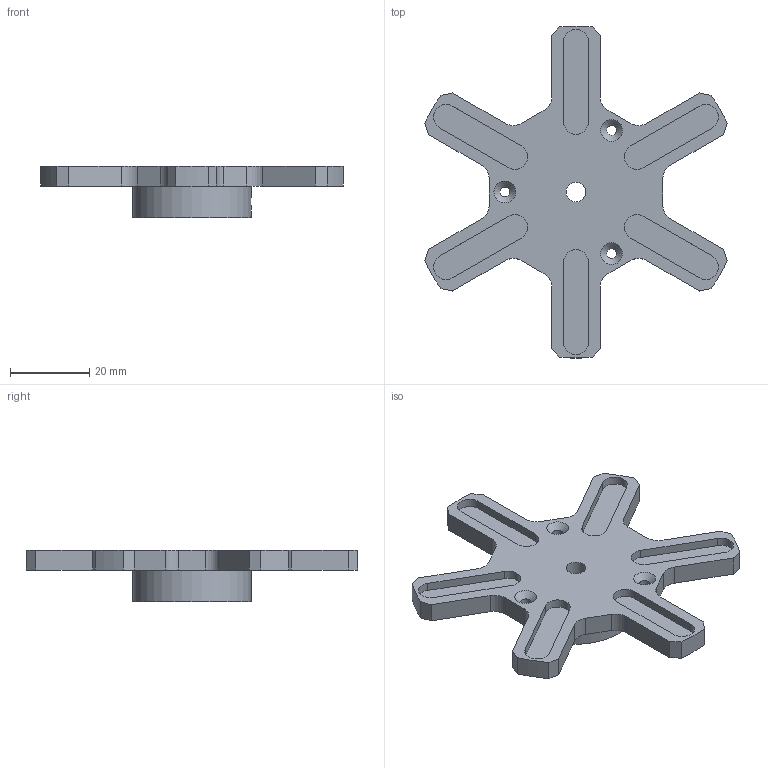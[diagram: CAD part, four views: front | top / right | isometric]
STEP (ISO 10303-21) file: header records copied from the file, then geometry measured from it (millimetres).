
FILE_DESCRIPTION(/* description */ (''),/* implementation_level */ '2;1');
FILE_NAME(/* name */ 'MAGNETIC_PLATFORM.step',/* time_stamp */ '2019-08-09T13:51:20+02:00',/* author */ (''),/* organization */ (''),/* preprocessor_version */ 'ST-DEVELOPER v18',/* originating_system */ 'Autodesk Translation Framework v8.2.0.1029',/* authorisation */ '');
FILE_SCHEMA (('AUTOMOTIVE_DESIGN { 1 0 10303 214 3 1 1 }'));
Length unit declared in the file: millimetre
Products named in the file (1): MAGNETIC_PLATFORM
Bounding box: 76.49 x 83.96 x 13 mm (x, y, z)
Volume: 17990.5 mm3; surface area: 9686 mm2
Topology: 1 solids, 1 shells, 90 faces, 246 edges, 164 vertices
Faces by surface type: plane 51, cylinder 36, cone 3
Full cylindrical faces by diameter (mm): 2.5 x3, 3.5 x1, 5 x1, 30 x1
Entity records: 2985 total; most frequent: CARTESIAN_POINT 571, DIRECTION 498, ORIENTED_EDGE 492, EDGE_CURVE 246, LINE 166, VECTOR 166, AXIS2_PLACEMENT_3D 166, VERTEX_POINT 164
